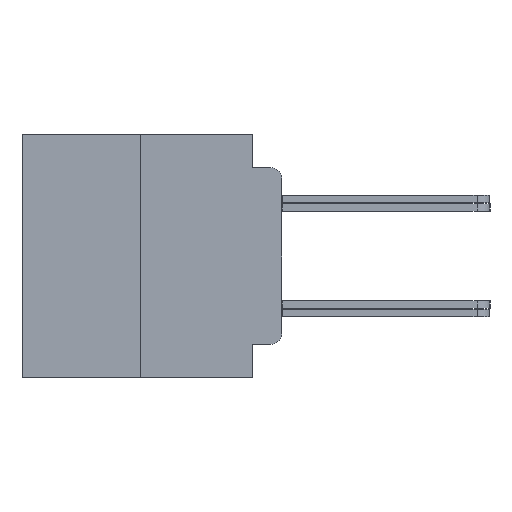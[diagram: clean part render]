
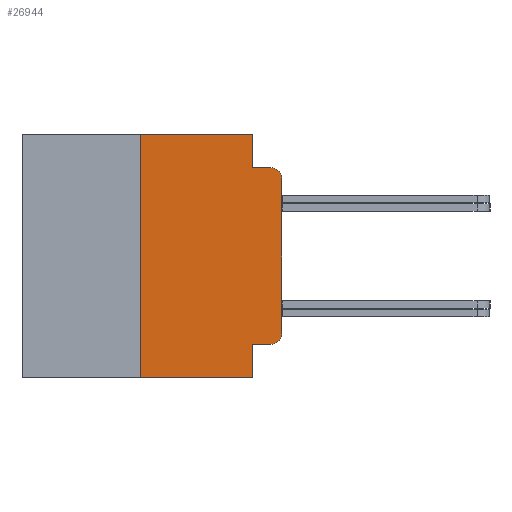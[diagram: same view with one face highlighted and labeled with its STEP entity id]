
A CAD part, left-side view. The second image highlights one B-rep face of the part: STEP entity #26944.
In plain terms, the highlighted planar face has unit normal (-1, 0, 0).
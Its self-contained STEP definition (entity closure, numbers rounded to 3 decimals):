
#136 = DIRECTION ( 'NONE',  ( 0., -1., 0. ) ) ;
#170 = CARTESIAN_POINT ( 'NONE',  ( -75.603, 0.508, -3.975 ) ) ;
#1063 = CARTESIAN_POINT ( 'NONE',  ( -75.603, 0.508, 3.975 ) ) ;
#1150 = ORIENTED_EDGE ( 'NONE', *, *, #26003, .T. ) ;
#1327 = CARTESIAN_POINT ( 'NONE',  ( -75.603, 1.295, -3.975 ) ) ;
#1512 = EDGE_LOOP ( 'NONE', ( #13694, #25534, #1150, #22002, #26151, #27769, #2208, #18413, #14823, #13494 ) ) ;
#2208 = ORIENTED_EDGE ( 'NONE', *, *, #15972, .F. ) ;
#2604 = CARTESIAN_POINT ( 'NONE',  ( -75.603, 0.508, -3.467 ) ) ;
#4686 = CARTESIAN_POINT ( 'NONE',  ( -75.603, 1.295, 5.486 ) ) ;
#5075 = EDGE_CURVE ( 'NONE', #21575, #5160, #17660, .T. ) ;
#5149 = VERTEX_POINT ( 'NONE', #15066 ) ;
#5160 = VERTEX_POINT ( 'NONE', #1063 ) ;
#6073 = VERTEX_POINT ( 'NONE', #170 ) ;
#6174 = VERTEX_POINT ( 'NONE', #18198 ) ;
#6355 = PLANE ( 'NONE',  #15506 ) ;
#6593 = VECTOR ( 'NONE', #17139, 1000. ) ;
#6678 = DIRECTION ( 'NONE',  ( 0., 0., -1. ) ) ;
#6920 = CARTESIAN_POINT ( 'NONE',  ( -75.603, 0., 3.467 ) ) ;
#7005 = DIRECTION ( 'NONE',  ( 0., 0., -1. ) ) ;
#7256 = VECTOR ( 'NONE', #14358, 1000. ) ;
#7396 = VERTEX_POINT ( 'NONE', #7898 ) ;
#7898 = CARTESIAN_POINT ( 'NONE',  ( -75.603, 0., -3.467 ) ) ;
#8093 = DIRECTION ( 'NONE',  ( -1., 0., 0. ) ) ;
#8186 = DIRECTION ( 'NONE',  ( 0., 0., -1. ) ) ;
#10108 = CARTESIAN_POINT ( 'NONE',  ( -75.603, 1.295, 3.975 ) ) ;
#10490 = FACE_OUTER_BOUND ( 'NONE', #1512, .T. ) ;
#10507 = EDGE_CURVE ( 'NONE', #16901, #5149, #28357, .T. ) ;
#11230 = VECTOR ( 'NONE', #14211, 1000. ) ;
#12286 = VECTOR ( 'NONE', #136, 1000. ) ;
#13412 = LINE ( 'NONE', #21147, #11230 ) ;
#13494 = ORIENTED_EDGE ( 'NONE', *, *, #10507, .F. ) ;
#13694 = ORIENTED_EDGE ( 'NONE', *, *, #21409, .T. ) ;
#14211 = DIRECTION ( 'NONE',  ( 0., -1., 0. ) ) ;
#14336 = VECTOR ( 'NONE', #14412, 1000. ) ;
#14358 = DIRECTION ( 'NONE',  ( 0., -1., 0. ) ) ;
#14412 = DIRECTION ( 'NONE',  ( 0., 0., 1. ) ) ;
#14703 = CARTESIAN_POINT ( 'NONE',  ( -75.603, 1.295, 3.975 ) ) ;
#14823 = ORIENTED_EDGE ( 'NONE', *, *, #21362, .T. ) ;
#15066 = CARTESIAN_POINT ( 'NONE',  ( -75.603, 1.295, -5.486 ) ) ;
#15506 = AXIS2_PLACEMENT_3D ( 'NONE', #20459, #23481, #22975 ) ;
#15871 = VERTEX_POINT ( 'NONE', #4686 ) ;
#15972 = EDGE_CURVE ( 'NONE', #6174, #15871, #19537, .T. ) ;
#16111 = EDGE_CURVE ( 'NONE', #15871, #21575, #22018, .T. ) ;
#16153 = CARTESIAN_POINT ( 'NONE',  ( -75.603, 1.295, -3.975 ) ) ;
#16210 = CIRCLE ( 'NONE', #22128, 0.508 ) ;
#16501 = DIRECTION ( 'NONE',  ( -1., 0., 0. ) ) ;
#16598 = VECTOR ( 'NONE', #23517, 1000. ) ;
#16901 = VERTEX_POINT ( 'NONE', #1327 ) ;
#17139 = DIRECTION ( 'NONE',  ( 0., 0., 1. ) ) ;
#17155 = CARTESIAN_POINT ( 'NONE',  ( -75.603, 1.295, 0. ) ) ;
#17660 = LINE ( 'NONE', #10108, #16598 ) ;
#18198 = CARTESIAN_POINT ( 'NONE',  ( -75.603, 6.35, 5.486 ) ) ;
#18308 = LINE ( 'NONE', #26032, #14336 ) ;
#18327 = AXIS2_PLACEMENT_3D ( 'NONE', #2604, #16501, #7005 ) ;
#18413 = ORIENTED_EDGE ( 'NONE', *, *, #23838, .F. ) ;
#18452 = LINE ( 'NONE', #16153, #12286 ) ;
#18801 = EDGE_CURVE ( 'NONE', #26178, #5160, #16210, .T. ) ;
#18996 = CARTESIAN_POINT ( 'NONE',  ( -75.603, 11.684, 5.486 ) ) ;
#19060 = VECTOR ( 'NONE', #26134, 1000. ) ;
#19537 = LINE ( 'NONE', #18996, #7256 ) ;
#19644 = CARTESIAN_POINT ( 'NONE',  ( -75.603, 0., 5.486 ) ) ;
#19842 = CIRCLE ( 'NONE', #18327, 0.508 ) ;
#20459 = CARTESIAN_POINT ( 'NONE',  ( -75.603, 11.684, 5.486 ) ) ;
#21147 = CARTESIAN_POINT ( 'NONE',  ( -75.603, 11.684, -5.486 ) ) ;
#21362 = EDGE_CURVE ( 'NONE', #21364, #5149, #13412, .T. ) ;
#21364 = VERTEX_POINT ( 'NONE', #27547 ) ;
#21409 = EDGE_CURVE ( 'NONE', #16901, #6073, #18452, .T. ) ;
#21575 = VERTEX_POINT ( 'NONE', #14703 ) ;
#22002 = ORIENTED_EDGE ( 'NONE', *, *, #18801, .T. ) ;
#22018 = LINE ( 'NONE', #26659, #23807 ) ;
#22108 = EDGE_CURVE ( 'NONE', #6073, #7396, #19842, .T. ) ;
#22128 = AXIS2_PLACEMENT_3D ( 'NONE', #24667, #8093, #6678 ) ;
#22975 = DIRECTION ( 'NONE',  ( 0., 0., -1. ) ) ;
#23481 = DIRECTION ( 'NONE',  ( 1., 0., 0. ) ) ;
#23517 = DIRECTION ( 'NONE',  ( 0., -1., 0. ) ) ;
#23807 = VECTOR ( 'NONE', #8186, 1000. ) ;
#23838 = EDGE_CURVE ( 'NONE', #21364, #6174, #18308, .T. ) ;
#24543 = LINE ( 'NONE', #19644, #6593 ) ;
#24667 = CARTESIAN_POINT ( 'NONE',  ( -75.603, 0.508, 3.467 ) ) ;
#25534 = ORIENTED_EDGE ( 'NONE', *, *, #22108, .T. ) ;
#26003 = EDGE_CURVE ( 'NONE', #7396, #26178, #24543, .T. ) ;
#26032 = CARTESIAN_POINT ( 'NONE',  ( -75.603, 6.35, -5.486 ) ) ;
#26134 = DIRECTION ( 'NONE',  ( 0., 0., -1. ) ) ;
#26151 = ORIENTED_EDGE ( 'NONE', *, *, #5075, .F. ) ;
#26178 = VERTEX_POINT ( 'NONE', #6920 ) ;
#26659 = CARTESIAN_POINT ( 'NONE',  ( -75.603, 1.295, 0. ) ) ;
#26944 = ADVANCED_FACE ( 'NONE', ( #10490 ), #6355, .F. ) ;
#27547 = CARTESIAN_POINT ( 'NONE',  ( -75.603, 6.35, -5.486 ) ) ;
#27769 = ORIENTED_EDGE ( 'NONE', *, *, #16111, .F. ) ;
#28357 = LINE ( 'NONE', #17155, #19060 ) ;
